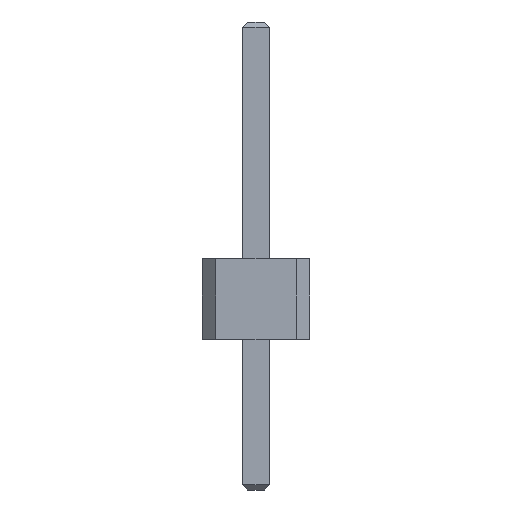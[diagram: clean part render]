
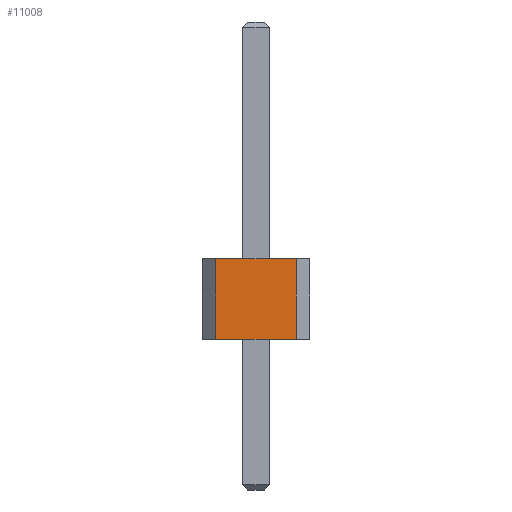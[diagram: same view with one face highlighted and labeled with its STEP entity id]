
A CAD part, front view. The second image highlights one B-rep face of the part: STEP entity #11008.
In plain terms, the highlighted planar face has unit normal (0, -1, 0).
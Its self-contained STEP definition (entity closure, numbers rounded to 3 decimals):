
#44 = PLANE('',#45);
#45 = AXIS2_PLACEMENT_3D('',#46,#47,#48);
#46 = CARTESIAN_POINT('',(-1.,0.75,0.));
#47 = DIRECTION('',(0.,0.,-1.));
#48 = DIRECTION('',(0.,1.,0.));
#100 = PLANE('',#101);
#101 = AXIS2_PLACEMENT_3D('',#102,#103,#104);
#102 = CARTESIAN_POINT('',(-1.,0.75,1.5));
#103 = DIRECTION('',(0.,0.,-1.));
#104 = DIRECTION('',(-1.,0.,0.));
#1505 = VERTEX_POINT('',#1506);
#1506 = CARTESIAN_POINT('',(0.75,-31.,0.));
#1520 = PLANE('',#1521);
#1521 = AXIS2_PLACEMENT_3D('',#1522,#1523,#1524);
#1522 = CARTESIAN_POINT('',(0.875,-30.875,0.));
#1523 = DIRECTION('',(0.707,-0.707,0.));
#1524 = DIRECTION('',(0.,0.,-1.));
#1532 = EDGE_CURVE('',#1533,#1505,#1535,.T.);
#1533 = VERTEX_POINT('',#1534);
#1534 = CARTESIAN_POINT('',(-0.75,-31.,0.));
#1535 = SURFACE_CURVE('',#1536,(#1540,#1547),.PCURVE_S1.);
#1536 = LINE('',#1537,#1538);
#1537 = CARTESIAN_POINT('',(-1.,-31.,0.));
#1538 = VECTOR('',#1539,1.);
#1539 = DIRECTION('',(1.,0.,0.));
#1540 = PCURVE('',#44,#1541);
#1541 = DEFINITIONAL_REPRESENTATION('',(#1542),#1546);
#1542 = LINE('',#1543,#1544);
#1543 = CARTESIAN_POINT('',(-31.75,0.));
#1544 = VECTOR('',#1545,1.);
#1545 = DIRECTION('',(0.,1.));
#1546 = ( GEOMETRIC_REPRESENTATION_CONTEXT(2) 
PARAMETRIC_REPRESENTATION_CONTEXT() REPRESENTATION_CONTEXT('2D SPACE',''
  ) );
#1547 = PCURVE('',#1548,#1553);
#1548 = PLANE('',#1549);
#1549 = AXIS2_PLACEMENT_3D('',#1550,#1551,#1552);
#1550 = CARTESIAN_POINT('',(-1.,-31.,0.));
#1551 = DIRECTION('',(0.,1.,0.));
#1552 = DIRECTION('',(1.,0.,0.));
#1553 = DEFINITIONAL_REPRESENTATION('',(#1554),#1558);
#1554 = LINE('',#1555,#1556);
#1555 = CARTESIAN_POINT('',(0.,0.));
#1556 = VECTOR('',#1557,1.);
#1557 = DIRECTION('',(1.,0.));
#1558 = ( GEOMETRIC_REPRESENTATION_CONTEXT(2) 
PARAMETRIC_REPRESENTATION_CONTEXT() REPRESENTATION_CONTEXT('2D SPACE',''
  ) );
#1576 = PLANE('',#1577);
#1577 = AXIS2_PLACEMENT_3D('',#1578,#1579,#1580);
#1578 = CARTESIAN_POINT('',(-0.875,-30.875,0.));
#1579 = DIRECTION('',(-0.707,-0.707,0.));
#1580 = DIRECTION('',(0.,0.,-1.));
#5728 = VERTEX_POINT('',#5729);
#5729 = CARTESIAN_POINT('',(0.75,-31.,1.5));
#5750 = EDGE_CURVE('',#5751,#5728,#5753,.T.);
#5751 = VERTEX_POINT('',#5752);
#5752 = CARTESIAN_POINT('',(-0.75,-31.,1.5));
#5753 = SURFACE_CURVE('',#5754,(#5758,#5765),.PCURVE_S1.);
#5754 = LINE('',#5755,#5756);
#5755 = CARTESIAN_POINT('',(-1.,-31.,1.5));
#5756 = VECTOR('',#5757,1.);
#5757 = DIRECTION('',(1.,0.,0.));
#5758 = PCURVE('',#100,#5759);
#5759 = DEFINITIONAL_REPRESENTATION('',(#5760),#5764);
#5760 = LINE('',#5761,#5762);
#5761 = CARTESIAN_POINT('',(0.,-31.75));
#5762 = VECTOR('',#5763,1.);
#5763 = DIRECTION('',(-1.,0.));
#5764 = ( GEOMETRIC_REPRESENTATION_CONTEXT(2) 
PARAMETRIC_REPRESENTATION_CONTEXT() REPRESENTATION_CONTEXT('2D SPACE',''
  ) );
#5765 = PCURVE('',#1548,#5766);
#5766 = DEFINITIONAL_REPRESENTATION('',(#5767),#5771);
#5767 = LINE('',#5768,#5769);
#5768 = CARTESIAN_POINT('',(0.,-1.5));
#5769 = VECTOR('',#5770,1.);
#5770 = DIRECTION('',(1.,0.));
#5771 = ( GEOMETRIC_REPRESENTATION_CONTEXT(2) 
PARAMETRIC_REPRESENTATION_CONTEXT() REPRESENTATION_CONTEXT('2D SPACE',''
  ) );
#10988 = EDGE_CURVE('',#1533,#5751,#10989,.T.);
#10989 = SURFACE_CURVE('',#10990,(#10994,#11001),.PCURVE_S1.);
#10990 = LINE('',#10991,#10992);
#10991 = CARTESIAN_POINT('',(-0.75,-31.,0.));
#10992 = VECTOR('',#10993,1.);
#10993 = DIRECTION('',(0.,0.,1.));
#10994 = PCURVE('',#1576,#10995);
#10995 = DEFINITIONAL_REPRESENTATION('',(#10996),#11000);
#10996 = LINE('',#10997,#10998);
#10997 = CARTESIAN_POINT('',(0.,0.177));
#10998 = VECTOR('',#10999,1.);
#10999 = DIRECTION('',(-1.,0.));
#11000 = ( GEOMETRIC_REPRESENTATION_CONTEXT(2) 
PARAMETRIC_REPRESENTATION_CONTEXT() REPRESENTATION_CONTEXT('2D SPACE',''
  ) );
#11001 = PCURVE('',#1548,#11002);
#11002 = DEFINITIONAL_REPRESENTATION('',(#11003),#11007);
#11003 = LINE('',#11004,#11005);
#11004 = CARTESIAN_POINT('',(0.25,0.));
#11005 = VECTOR('',#11006,1.);
#11006 = DIRECTION('',(0.,-1.));
#11007 = ( GEOMETRIC_REPRESENTATION_CONTEXT(2) 
PARAMETRIC_REPRESENTATION_CONTEXT() REPRESENTATION_CONTEXT('2D SPACE',''
  ) );
#11008 = ADVANCED_FACE('',(#11009),#1548,.F.);
#11009 = FACE_BOUND('',#11010,.F.);
#11010 = EDGE_LOOP('',(#11011,#11012,#11013,#11014));
#11011 = ORIENTED_EDGE('',*,*,#1532,.F.);
#11012 = ORIENTED_EDGE('',*,*,#10988,.T.);
#11013 = ORIENTED_EDGE('',*,*,#5750,.T.);
#11014 = ORIENTED_EDGE('',*,*,#11015,.F.);
#11015 = EDGE_CURVE('',#1505,#5728,#11016,.T.);
#11016 = SURFACE_CURVE('',#11017,(#11021,#11028),.PCURVE_S1.);
#11017 = LINE('',#11018,#11019);
#11018 = CARTESIAN_POINT('',(0.75,-31.,0.));
#11019 = VECTOR('',#11020,1.);
#11020 = DIRECTION('',(0.,0.,1.));
#11021 = PCURVE('',#1548,#11022);
#11022 = DEFINITIONAL_REPRESENTATION('',(#11023),#11027);
#11023 = LINE('',#11024,#11025);
#11024 = CARTESIAN_POINT('',(1.75,0.));
#11025 = VECTOR('',#11026,1.);
#11026 = DIRECTION('',(0.,-1.));
#11027 = ( GEOMETRIC_REPRESENTATION_CONTEXT(2) 
PARAMETRIC_REPRESENTATION_CONTEXT() REPRESENTATION_CONTEXT('2D SPACE',''
  ) );
#11028 = PCURVE('',#1520,#11029);
#11029 = DEFINITIONAL_REPRESENTATION('',(#11030),#11034);
#11030 = LINE('',#11031,#11032);
#11031 = CARTESIAN_POINT('',(0.,-0.177));
#11032 = VECTOR('',#11033,1.);
#11033 = DIRECTION('',(-1.,0.));
#11034 = ( GEOMETRIC_REPRESENTATION_CONTEXT(2) 
PARAMETRIC_REPRESENTATION_CONTEXT() REPRESENTATION_CONTEXT('2D SPACE',''
  ) );
